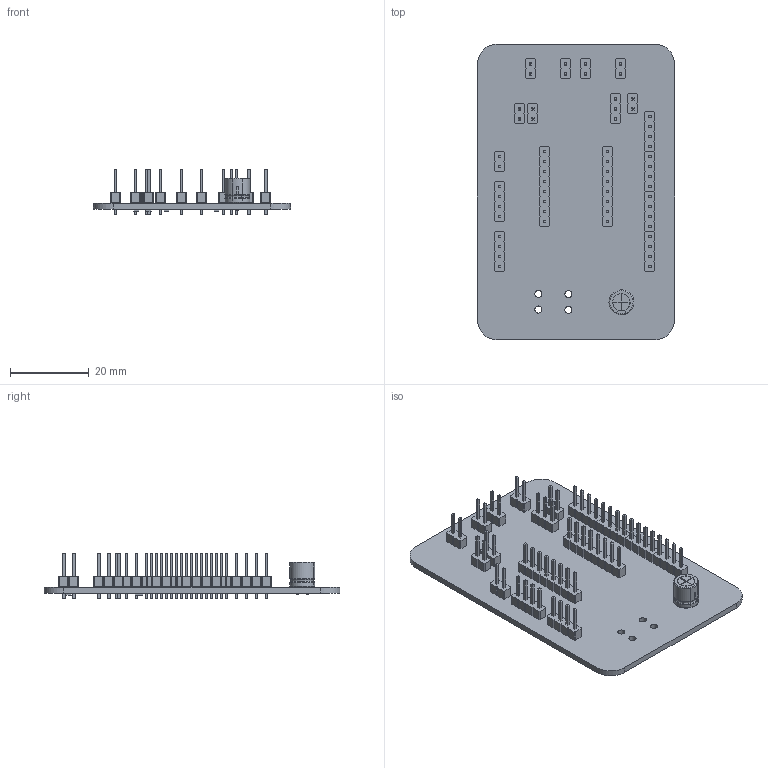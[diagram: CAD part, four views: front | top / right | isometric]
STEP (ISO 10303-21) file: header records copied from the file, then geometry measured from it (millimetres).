
FILE_DESCRIPTION(('KiCad electronic assembly'),'2;1');
FILE_NAME('board-UTN.step','2026-01-05T12:56:59',('Pcbnew'),('Kicad'), 'Open CASCADE STEP processor 7.9','KiCad to STEP converter','Unknown' );
FILE_SCHEMA(('AUTOMOTIVE_DESIGN { 1 0 10303 214 1 1 1 1 }'));
Length unit declared in the file: millimetre
Products named in the file (8): board-UTN 1; PinHeader_1x08_P2.54mm_Vertical; PinHeader_1x04_P2.54mm_Vertical; PinHeader_1x02_P2.54mm_Vertical; PinHeader_1x03_P2.54mm_Vertical; CP_Radial_D6.3mm_P2.50mm; R_0805_2012Metric; PCB-SPARK-Nano-0.1_PCB
Assembly tree (23 placements, depth 2):
  board-UTN 1
    PinHeader_1x08_P2.54mm_Vertical  x2
    PinHeader_1x04_P2.54mm_Vertical  x6
    PinHeader_1x02_P2.54mm_Vertical  x8
    PinHeader_1x03_P2.54mm_Vertical
    CP_Radial_D6.3mm_P2.50mm
    R_0805_2012Metric  x4
    PCB-SPARK-Nano-0.1_PCB
Bounding box: 50 x 75 x 11.54 mm (x, y, z)
Volume: 6896.6 mm3; surface area: 11361.2 mm2
Topology: 23 solids, 24 shells, 1709 faces, 4122 edges, 2582 vertices
Faces by surface type: plane 1585, cylinder 114, revolution 4, bspline 4, torus 2
Full cylindrical faces by diameter (mm): 0.5 x2, 1 x61, 1.8 x4
Entity records: 20993 total; most frequent: CARTESIAN_POINT 3435, ORIENTED_EDGE 2808, DIRECTION 2771, EDGE_CURVE 1404, LINE 1191, VECTOR 1191, VERTEX_POINT 886, AXIS2_PLACEMENT_3D 788
